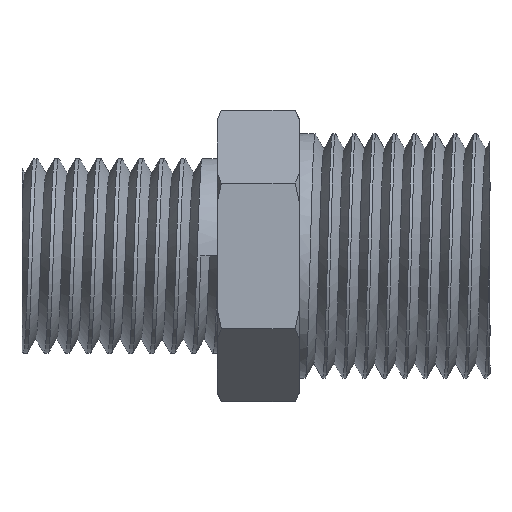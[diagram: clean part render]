
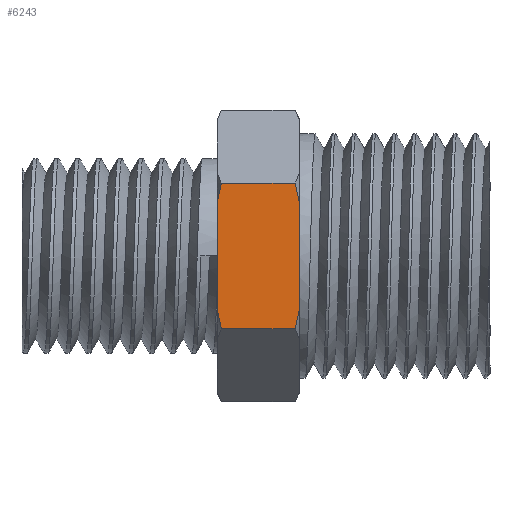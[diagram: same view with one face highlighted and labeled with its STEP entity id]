
A CAD part, front view. The second image highlights one B-rep face of the part: STEP entity #6243.
In plain terms, the highlighted planar face has unit normal (0, -1, 0).
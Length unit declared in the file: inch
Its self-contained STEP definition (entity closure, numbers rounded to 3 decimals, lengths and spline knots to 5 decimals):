
#7 = CARTESIAN_POINT ( 'NONE',  ( 0.142, -0.4375, 0.25259 ) ) ;
#15 = ORIENTED_EDGE ( 'NONE', *, *, #3332, .F. ) ;
#55 = DIRECTION ( 'NONE',  ( 0., -1., 0. ) ) ;
#64 = ORIENTED_EDGE ( 'NONE', *, *, #2251, .F. ) ;
#126 = CARTESIAN_POINT ( 'NONE',  ( -0.12801, -0.4375, -0.25259 ) ) ;
#135 = CARTESIAN_POINT ( 'NONE',  ( 0.12801, -0.4375, -0.25259 ) ) ;
#293 = CARTESIAN_POINT ( 'NONE',  ( -0.12801, -0.4375, 0.25259 ) ) ;
#295 = ORIENTED_EDGE ( 'NONE', *, *, #1352, .T. ) ;
#368 = VECTOR ( 'NONE', #3893, 39.37008 ) ;
#392 = CARTESIAN_POINT ( 'NONE',  ( 0.142, -0.4375, -0.18545 ) ) ;
#415 = B_SPLINE_CURVE_WITH_KNOTS ( 'NONE', 3,
 ( #5321, #3743, #2832, #5781 ),
 .UNSPECIFIED., .F., .F.,
 ( 4, 4 ),
 ( 0.0193, 0.02107 ),
 .UNSPECIFIED. ) ;
#510 = EDGE_CURVE ( 'NONE', #2636, #4778, #415, .T. ) ;
#530 = CARTESIAN_POINT ( 'NONE',  ( 0.142, -0.4375, -0.18545 ) ) ;
#575 = LINE ( 'NONE', #4204, #3467 ) ;
#783 = CARTESIAN_POINT ( 'NONE',  ( 0.1332, -0.4375, 0.23035 ) ) ;
#819 = LINE ( 'NONE', #6310, #368 ) ;
#871 = LINE ( 'NONE', #6326, #4115 ) ;
#1051 = CARTESIAN_POINT ( 'NONE',  ( 0.13791, -0.4375, -0.20791 ) ) ;
#1267 = CARTESIAN_POINT ( 'NONE',  ( 0.12801, -0.4375, 0.25259 ) ) ;
#1285 = CARTESIAN_POINT ( 'NONE',  ( 0.142, -0.4375, 0.18545 ) ) ;
#1352 = EDGE_CURVE ( 'NONE', #2756, #3710, #819, .T. ) ;
#1551 = ORIENTED_EDGE ( 'NONE', *, *, #510, .F. ) ;
#1568 = CARTESIAN_POINT ( 'NONE',  ( 0.13321, -0.4375, -0.23028 ) ) ;
#1739 = CARTESIAN_POINT ( 'NONE',  ( -0.12801, -0.4375, -0.25259 ) ) ;
#2251 = EDGE_CURVE ( 'NONE', #2756, #5311, #5935, .T. ) ;
#2616 = CARTESIAN_POINT ( 'NONE',  ( -0.142, -0.4375, -0.18545 ) ) ;
#2628 = VERTEX_POINT ( 'NONE', #6011 ) ;
#2636 = VERTEX_POINT ( 'NONE', #3058 ) ;
#2693 = ORIENTED_EDGE ( 'NONE', *, *, #6220, .F. ) ;
#2756 = VERTEX_POINT ( 'NONE', #126 ) ;
#2832 = CARTESIAN_POINT ( 'NONE',  ( -0.13321, -0.4375, 0.23028 ) ) ;
#2930 = EDGE_CURVE ( 'NONE', #2636, #5311, #575, .T. ) ;
#3058 = CARTESIAN_POINT ( 'NONE',  ( -0.142, -0.4375, 0.18545 ) ) ;
#3291 = VERTEX_POINT ( 'NONE', #392 ) ;
#3299 = EDGE_LOOP ( 'NONE', ( #64, #295, #2693, #5102, #4347, #15, #1551, #5715 ) ) ;
#3332 = EDGE_CURVE ( 'NONE', #4778, #4019, #871, .T. ) ;
#3456 = EDGE_CURVE ( 'NONE', #2628, #3291, #6394, .T. ) ;
#3467 = VECTOR ( 'NONE', #4699, 39.37008 ) ;
#3555 = B_SPLINE_CURVE_WITH_KNOTS ( 'NONE', 3,
 ( #3766, #783, #4286, #1285 ),
 .UNSPECIFIED., .F., .F.,
 ( 4, 4 ),
 ( 0.00806, 0.0098 ),
 .UNSPECIFIED. ) ;
#3566 = DIRECTION ( 'NONE',  ( 0., 0., -1. ) ) ;
#3710 = VERTEX_POINT ( 'NONE', #135 ) ;
#3743 = CARTESIAN_POINT ( 'NONE',  ( -0.13791, -0.4375, 0.20791 ) ) ;
#3766 = CARTESIAN_POINT ( 'NONE',  ( 0.12801, -0.4375, 0.25259 ) ) ;
#3893 = DIRECTION ( 'NONE',  ( 1., 0., 0. ) ) ;
#4019 = VERTEX_POINT ( 'NONE', #1267 ) ;
#4115 = VECTOR ( 'NONE', #6344, 39.37008 ) ;
#4189 = AXIS2_PLACEMENT_3D ( 'NONE', #6029, #55, #3566 ) ;
#4204 = CARTESIAN_POINT ( 'NONE',  ( -0.142, -0.4375, 0.25259 ) ) ;
#4286 = CARTESIAN_POINT ( 'NONE',  ( 0.1379, -0.4375, 0.20798 ) ) ;
#4347 = ORIENTED_EDGE ( 'NONE', *, *, #6410, .F. ) ;
#4699 = DIRECTION ( 'NONE',  ( 0., 0., -1. ) ) ;
#4778 = VERTEX_POINT ( 'NONE', #293 ) ;
#5037 = DIRECTION ( 'NONE',  ( 0., 0., -1. ) ) ;
#5041 = CARTESIAN_POINT ( 'NONE',  ( 0.12801, -0.4375, -0.25259 ) ) ;
#5102 = ORIENTED_EDGE ( 'NONE', *, *, #3456, .F. ) ;
#5118 = VECTOR ( 'NONE', #5037, 39.37008 ) ;
#5208 = CARTESIAN_POINT ( 'NONE',  ( -0.1379, -0.4375, -0.20798 ) ) ;
#5311 = VERTEX_POINT ( 'NONE', #2616 ) ;
#5321 = CARTESIAN_POINT ( 'NONE',  ( -0.142, -0.4375, 0.18545 ) ) ;
#5523 = PLANE ( 'NONE',  #4189 ) ;
#5656 = FACE_OUTER_BOUND ( 'NONE', #3299, .T. ) ;
#5690 = CARTESIAN_POINT ( 'NONE',  ( -0.1332, -0.4375, -0.23035 ) ) ;
#5715 = ORIENTED_EDGE ( 'NONE', *, *, #2930, .T. ) ;
#5781 = CARTESIAN_POINT ( 'NONE',  ( -0.12801, -0.4375, 0.25259 ) ) ;
#5846 = B_SPLINE_CURVE_WITH_KNOTS ( 'NONE', 3,
 ( #530, #1051, #1568, #5041 ),
 .UNSPECIFIED., .F., .F.,
 ( 4, 4 ),
 ( 0.0193, 0.02107 ),
 .UNSPECIFIED. ) ;
#5935 = B_SPLINE_CURVE_WITH_KNOTS ( 'NONE', 3,
 ( #1739, #5690, #5208, #6192 ),
 .UNSPECIFIED., .F., .F.,
 ( 4, 4 ),
 ( 0.00806, 0.0098 ),
 .UNSPECIFIED. ) ;
#6011 = CARTESIAN_POINT ( 'NONE',  ( 0.142, -0.4375, 0.18545 ) ) ;
#6029 = CARTESIAN_POINT ( 'NONE',  ( -0.142, -0.4375, 0.25259 ) ) ;
#6192 = CARTESIAN_POINT ( 'NONE',  ( -0.142, -0.4375, -0.18545 ) ) ;
#6220 = EDGE_CURVE ( 'NONE', #3291, #3710, #5846, .T. ) ;
#6243 = ADVANCED_FACE ( 'NONE', ( #5656 ), #5523, .T. ) ;
#6310 = CARTESIAN_POINT ( 'NONE',  ( -0.142, -0.4375, -0.25259 ) ) ;
#6326 = CARTESIAN_POINT ( 'NONE',  ( -0.142, -0.4375, 0.25259 ) ) ;
#6344 = DIRECTION ( 'NONE',  ( 1., 0., 0. ) ) ;
#6394 = LINE ( 'NONE', #7, #5118 ) ;
#6410 = EDGE_CURVE ( 'NONE', #4019, #2628, #3555, .T. ) ;
